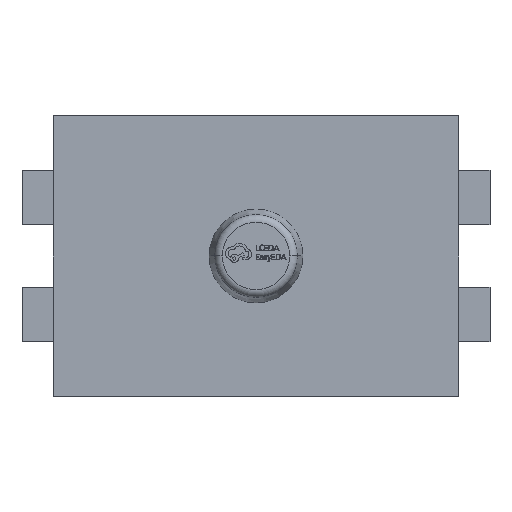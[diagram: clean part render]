
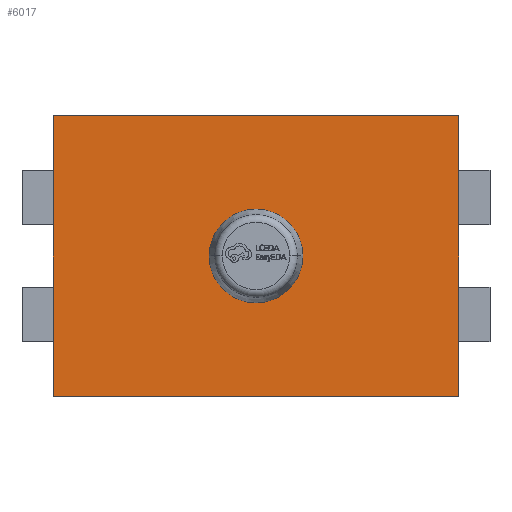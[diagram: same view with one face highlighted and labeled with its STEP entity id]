
A CAD part, top view. The second image highlights one B-rep face of the part: STEP entity #6017.
In plain terms, the highlighted planar face has unit normal (0, 0, 1).
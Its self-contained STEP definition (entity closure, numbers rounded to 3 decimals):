
#142 = EDGE_CURVE ( 'NONE', #12160, #15018, #7059, .T. ) ;
#1501 = CARTESIAN_POINT ( 'NONE',  ( -1.3, -0.9, 0.12 ) ) ;
#1841 = CARTESIAN_POINT ( 'NONE',  ( 1.3, 0.9, 0.12 ) ) ;
#1883 = ORIENTED_EDGE ( 'NONE', *, *, #15623, .T. ) ;
#2107 = EDGE_CURVE ( 'NONE', #15018, #12856, #12074, .T. ) ;
#2532 = DIRECTION ( 'NONE',  ( -1., 0., 0. ) ) ;
#3737 = FACE_OUTER_BOUND ( 'NONE', #16978, .T. ) ;
#5539 = DIRECTION ( 'NONE',  ( 0., 1., 0. ) ) ;
#5677 = LINE ( 'NONE', #1501, #6097 ) ;
#6001 = CARTESIAN_POINT ( 'NONE',  ( -1.3, -0.9, 0.12 ) ) ;
#6017 = ADVANCED_FACE ( 'NONE', ( #3737 ), #14632, .F. ) ;
#6097 = VECTOR ( 'NONE', #10962, 1000. ) ;
#6215 = AXIS2_PLACEMENT_3D ( 'NONE', #10263, #6324, #14550 ) ;
#6324 = DIRECTION ( 'NONE',  ( 0., 0., -1. ) ) ;
#7059 = LINE ( 'NONE', #11163, #15793 ) ;
#7840 = CARTESIAN_POINT ( 'NONE',  ( 1.3, -0.9, 0.12 ) ) ;
#9592 = EDGE_CURVE ( 'NONE', #17349, #12160, #12879, .T. ) ;
#9856 = CARTESIAN_POINT ( 'NONE',  ( -1.3, -0.9, 0.12 ) ) ;
#10203 = DIRECTION ( 'NONE',  ( 1., 0., 0. ) ) ;
#10263 = CARTESIAN_POINT ( 'NONE',  ( 0., 0., 0.12 ) ) ;
#10962 = DIRECTION ( 'NONE',  ( 0., -1., 0. ) ) ;
#11163 = CARTESIAN_POINT ( 'NONE',  ( 1.3, -0.9, 0.12 ) ) ;
#11693 = CARTESIAN_POINT ( 'NONE',  ( -1.3, 0.9, 0.12 ) ) ;
#11879 = CARTESIAN_POINT ( 'NONE',  ( -1.3, 0.9, 0.12 ) ) ;
#11960 = VECTOR ( 'NONE', #2532, 1000. ) ;
#12074 = LINE ( 'NONE', #11879, #11960 ) ;
#12160 = VERTEX_POINT ( 'NONE', #7840 ) ;
#12262 = ORIENTED_EDGE ( 'NONE', *, *, #142, .T. ) ;
#12604 = VECTOR ( 'NONE', #10203, 1000. ) ;
#12850 = ORIENTED_EDGE ( 'NONE', *, *, #2107, .T. ) ;
#12856 = VERTEX_POINT ( 'NONE', #11693 ) ;
#12879 = LINE ( 'NONE', #9856, #12604 ) ;
#14291 = ORIENTED_EDGE ( 'NONE', *, *, #9592, .T. ) ;
#14550 = DIRECTION ( 'NONE',  ( -1., 0., 0. ) ) ;
#14632 = PLANE ( 'NONE',  #6215 ) ;
#15018 = VERTEX_POINT ( 'NONE', #1841 ) ;
#15623 = EDGE_CURVE ( 'NONE', #12856, #17349, #5677, .T. ) ;
#15793 = VECTOR ( 'NONE', #5539, 1000. ) ;
#16978 = EDGE_LOOP ( 'NONE', ( #12262, #12850, #1883, #14291 ) ) ;
#17349 = VERTEX_POINT ( 'NONE', #6001 ) ;
